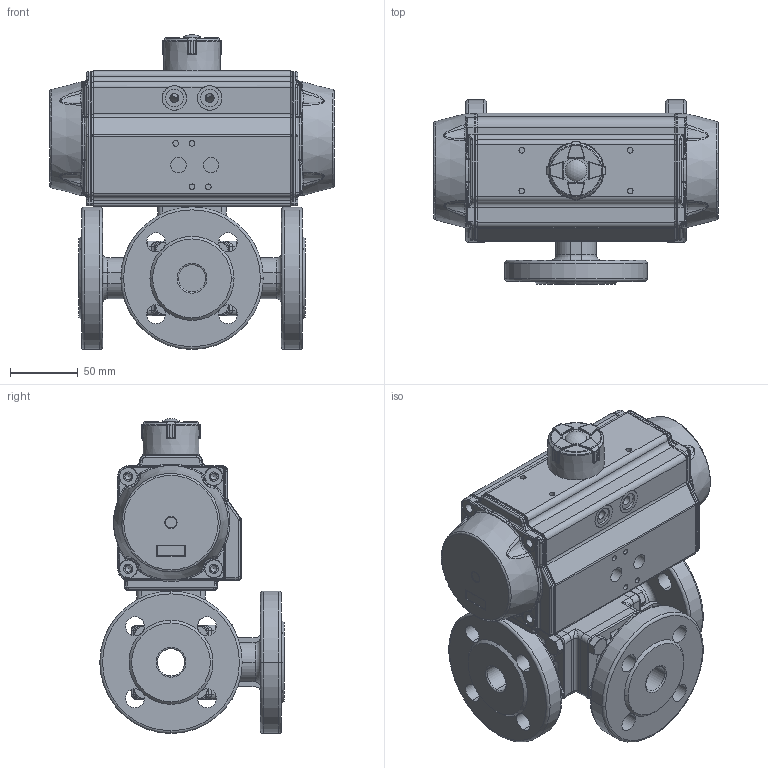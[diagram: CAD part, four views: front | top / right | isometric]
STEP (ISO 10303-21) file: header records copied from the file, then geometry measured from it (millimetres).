
FILE_DESCRIPTION(/* description */ ('Unknown'),/* implementation_level */ '2;1');
FILE_NAME(/* name */ 'PE03 9342_9343-05',/* time_stamp */ '2025-03-21T08:57:31+01:00',/* author */ ('Unknown'),/* organization */ ('Unknown'),/* preprocessor_version */ 'ST-DEVELOPER v19.4',/* originating_system */ 'Solid Edge',/* authorisation */ 'Unknown');
FILE_SCHEMA (('AUTOMOTIVE_DESIGN {1 0 10303 214 3 1 1}'));
Products named in the file (19): PE03 9342_9343-05; 9342_9343-05; 概极; 概裔; 概裝; MV-85 NUT DN25; Nut Stopper; 蟈諉蹟邡; DIN 933 M6x16 A2-70 BLK_EDST; PD04_PE03; vt75-2016-06-25; VTE75埴詰; vt75-2016-06-25  酘傷裔; huosai75; Welle; Optische Anzeige; ______; ________(___________; cup head nib bolts with large head gb_GB_FASTENER_BOLT_CHNBW M6X25-N
Assembly tree (38 placements, depth 4):
  PE03 9342_9343-05
    9342_9343-05
      概极
      概裔  x3
      概裝
      MV-85 NUT DN25
      Nut Stopper
      蟈諉蹟邡  x12
    DIN 933 M6x16 A2-70 BLK_EDST  x4
    PD04_PE03
      vt75-2016-06-25
      VTE75埴詰
      vt75-2016-06-25  酘傷裔
      huosai75  x2
      Welle
      Optische Anzeige
        ______
        ________(___________  x4
        cup head nib bolts with large head gb_GB_FASTENER_BOLT_CHNBW M6X25-N
Bounding box: 210 x 136 x 232.31 mm (x, y, z)
Volume: 1514329.4 mm3; surface area: 427613.9 mm2
Topology: 35 solids, 35 shells, 3674 faces, 9143 edges, 5645 vertices
Faces by surface type: plane 1201, cylinder 1030, bspline 699, torus 465, cone 238, sphere 41
Full cylindrical faces by diameter (mm): 3 x16, 3.3 x8, 4.134 x8, 4.66 x1, 4.917 x13, 5.5 x1, 6 x5, 6.2 x1, 6.647 x6, 10 x4, 11.445 x2, 12 x2, 13 x10, 16.2 x1, 16.4 x1, 18 x2, 18.7 x1, 20 x7, 21 x12, 23 x2, 28.2 x1, 28.4 x1, 31.5 x1, 32 x4, 38.5 x1, 67 x2, 69.4 x2, 72 x2, 74.4 x6, 75 x1
Entity records: 106150 total; most frequent: CARTESIAN_POINT 48371, ORIENTED_EDGE 12680, DIRECTION 10236, EDGE_CURVE 6340, VERTEX_POINT 4099, AXIS2_PLACEMENT_3D 3869, FACE_BOUND 3123, EDGE_LOOP 3107
